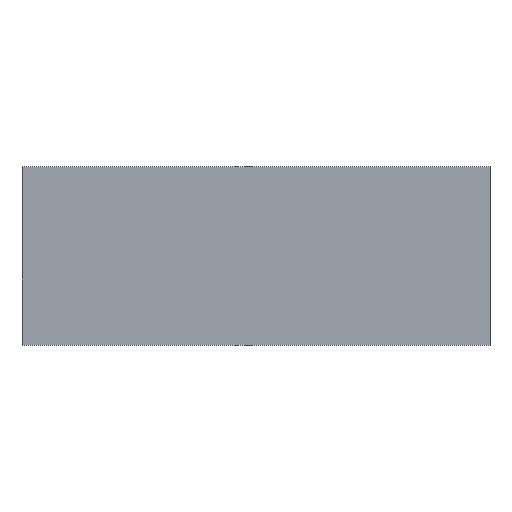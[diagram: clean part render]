
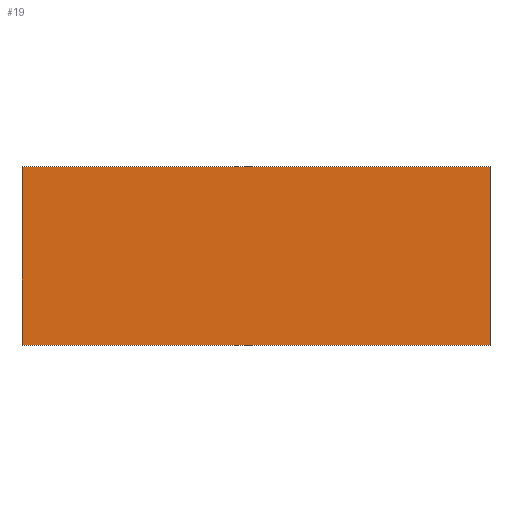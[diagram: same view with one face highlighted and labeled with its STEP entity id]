
A CAD part, top view. The second image highlights one B-rep face of the part: STEP entity #19.
In plain terms, the highlighted planar face has unit normal (0, 0, 1).
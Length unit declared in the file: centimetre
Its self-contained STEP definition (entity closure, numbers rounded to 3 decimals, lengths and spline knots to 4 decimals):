
#19=ADVANCED_FACE('',(#25),#93,.T.);
#25=FACE_OUTER_BOUND('',#31,.T.);
#31=EDGE_LOOP('',(#52,#53,#54,#55));
#52=ORIENTED_EDGE('',*,*,#58,.T.);
#53=ORIENTED_EDGE('',*,*,#62,.T.);
#54=ORIENTED_EDGE('',*,*,#65,.T.);
#55=ORIENTED_EDGE('',*,*,#67,.T.);
#58=EDGE_CURVE('',#83,#82,#70,.T.);
#62=EDGE_CURVE('',#82,#85,#74,.T.);
#65=EDGE_CURVE('',#85,#87,#77,.T.);
#67=EDGE_CURVE('',#87,#83,#79,.T.);
#70=B_SPLINE_CURVE_WITH_KNOTS('',1,(#218,#219),.UNSPECIFIED.,.F.,.F.,(2,
2),(0.,93.0243),.UNSPECIFIED.);
#74=B_SPLINE_CURVE_WITH_KNOTS('',1,(#226,#227),.UNSPECIFIED.,.F.,.F.,(2,
2),(93.0243,128.4476),.UNSPECIFIED.);
#77=B_SPLINE_CURVE_WITH_KNOTS('',1,(#232,#233),.UNSPECIFIED.,.F.,.F.,(2,
2),(128.4476,221.4719),.UNSPECIFIED.);
#79=B_SPLINE_CURVE_WITH_KNOTS('',1,(#236,#237),.UNSPECIFIED.,.F.,.F.,(2,
2),(221.4719,256.8952),.UNSPECIFIED.);
#82=VERTEX_POINT('',#208);
#83=VERTEX_POINT('',#209);
#85=VERTEX_POINT('',#211);
#87=VERTEX_POINT('',#213);
#93=PLANE('',#187);
#187=AXIS2_PLACEMENT_3D('',#205,#196,$);
#196=DIRECTION('',(0.,0.,1.));
#205=CARTESIAN_POINT('',(-6.9846,7.8076,0.6346));
#208=CARTESIAN_POINT('',(2.3179,7.8076,0.6346));
#209=CARTESIAN_POINT('',(-6.9846,7.8076,0.6346));
#211=CARTESIAN_POINT('',(2.3179,11.35,0.6346));
#213=CARTESIAN_POINT('',(-6.9846,11.35,0.6346));
#218=CARTESIAN_POINT('',(-6.9846,7.8076,0.6346));
#219=CARTESIAN_POINT('',(2.3179,7.8076,0.6346));
#226=CARTESIAN_POINT('',(2.3179,7.8076,0.6346));
#227=CARTESIAN_POINT('',(2.3179,11.35,0.6346));
#232=CARTESIAN_POINT('',(2.3179,11.35,0.6346));
#233=CARTESIAN_POINT('',(-6.9846,11.35,0.6346));
#236=CARTESIAN_POINT('',(-6.9846,11.35,0.6346));
#237=CARTESIAN_POINT('',(-6.9846,7.8076,0.6346));
